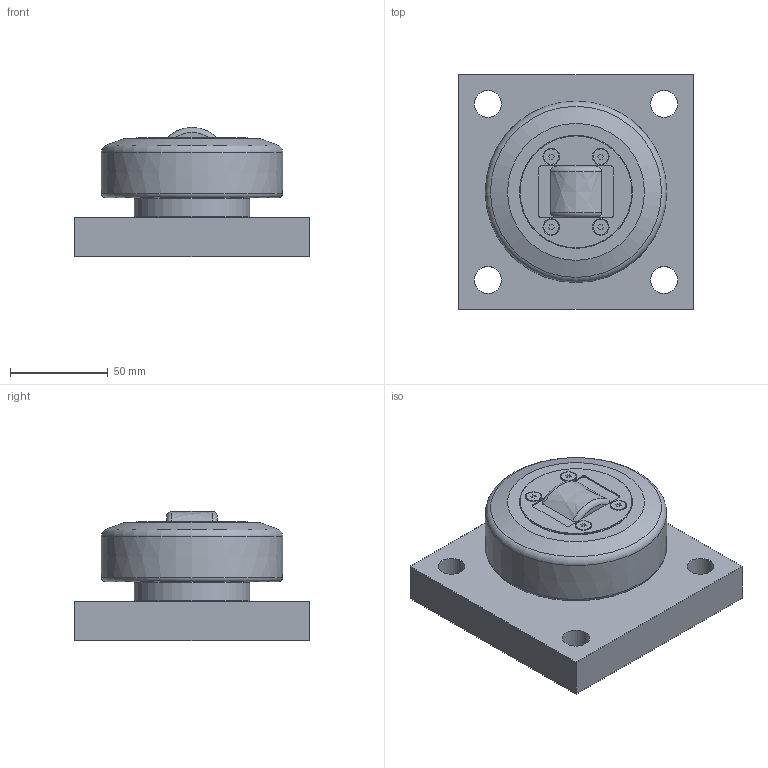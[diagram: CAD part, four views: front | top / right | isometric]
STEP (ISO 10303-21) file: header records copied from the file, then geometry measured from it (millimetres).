
FILE_DESCRIPTION(/* description */ ('-','CAx-IF Rec.Pracs.---Representation and Presentation of Product Manufacturing Information (PMI)---4.0---2014-10-13'),/* implementation_level */ '2;1');
FILE_NAME(/* name */ 'b28623ea-6610-4fba-b70d-3462eaedbeed.stp',/* time_stamp */ '2020-04-01T16:18:11+02:00',/* author */ ('-'),/* organization */ ('NTI CADcenter A/S'),/* preprocessor_version */ 'ST-DEVELOPER v18',/* originating_system */ 'Autodesk Inventor 2020',/* authorisation */ '-');
FILE_SCHEMA (('AP242_MANAGED_MODEL_BASED_3D_ENGINEERING_MIM_LF { 1 0 10303 442 1 1 4 }'));
Length unit declared in the file: millimetre
Products named in the file (1): PT 090.0365 BQ1000_Kontur
Bounding box: 120 x 120 x 66.1 mm (x, y, z)
Volume: 494582.5 mm3; surface area: 59520.8 mm2
Topology: 1 solids, 1 shells, 80 faces, 206 edges, 143 vertices
Faces by surface type: plane 50, cylinder 15, cone 9, torus 4, bspline 2
Full cylindrical faces by diameter (mm): 7.8 x4, 13.835 x4, 55.3 x1, 57.8 x1, 59 x1
Entity records: 2607 total; most frequent: CARTESIAN_POINT 516, DIRECTION 436, ORIENTED_EDGE 412, EDGE_CURVE 206, AXIS2_PLACEMENT_3D 157, VERTEX_POINT 143, LINE 122, VECTOR 122
